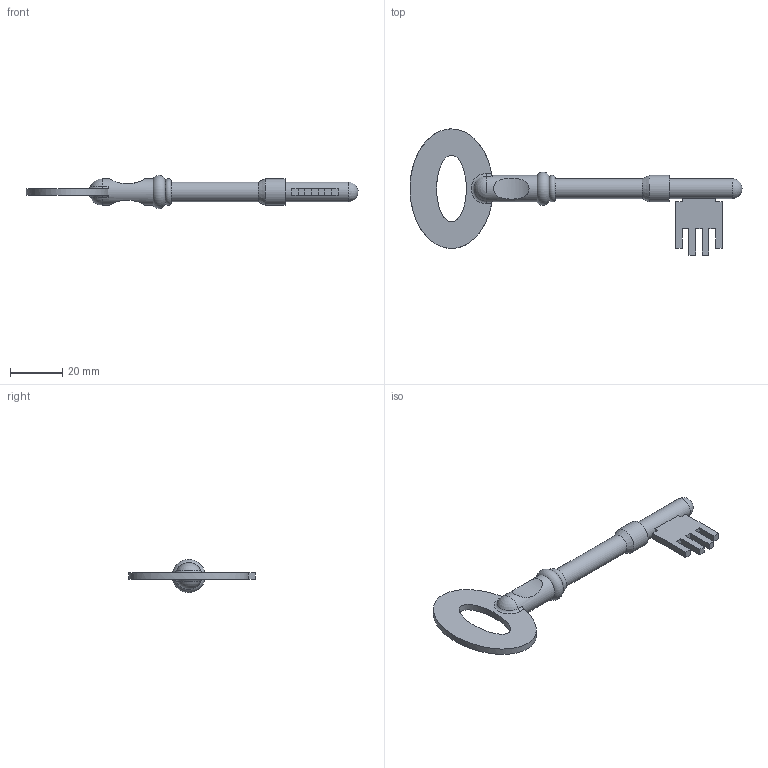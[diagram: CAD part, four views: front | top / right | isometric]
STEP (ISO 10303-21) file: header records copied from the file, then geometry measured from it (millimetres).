
FILE_DESCRIPTION(/* description */ (' '),/* implementation_level */ '2;1');
FILE_NAME(/* name */ 'k1_top-ug-214',/* time_stamp */ '2000-06-07T15:58:52-05:00',/* author */ (' '),/* organization */ (' '),/* preprocessor_version */ 'ST-DEVELOPER v7',/* originating_system */ 'UNIGRAPHICS SOLUTIONS - UNIGRAPHICS 17.0',/* authorisation */ ' ');
FILE_SCHEMA (('AUTOMOTIVE_DESIGN { 1 2 10303 214 0 1 1 1 }'));
Length unit declared in the file: inch
Products named in the file (1): k1_top-ug-214
Bounding box: 126.96 x 48.26 x 12.7 mm (x, y, z)
Surface area: 5831.2 mm2 (no closed solid volume)
Topology: 0 solids, 1 shells, 44 faces, 118 edges, 75 vertices
Faces by surface type: plane 24, cylinder 8, torus 4, sphere 3, extrusion 2, bspline 2, cone 1
Full cylindrical faces by diameter (mm): 7.62 x2, 10.16 x2
Entity records: 1408 total; most frequent: CARTESIAN_POINT 373, DIRECTION 202, ORIENTED_EDGE 196, EDGE_CURVE 98, VECTOR 68, VERTEX_POINT 68, AXIS2_PLACEMENT_3D 67, LINE 66
